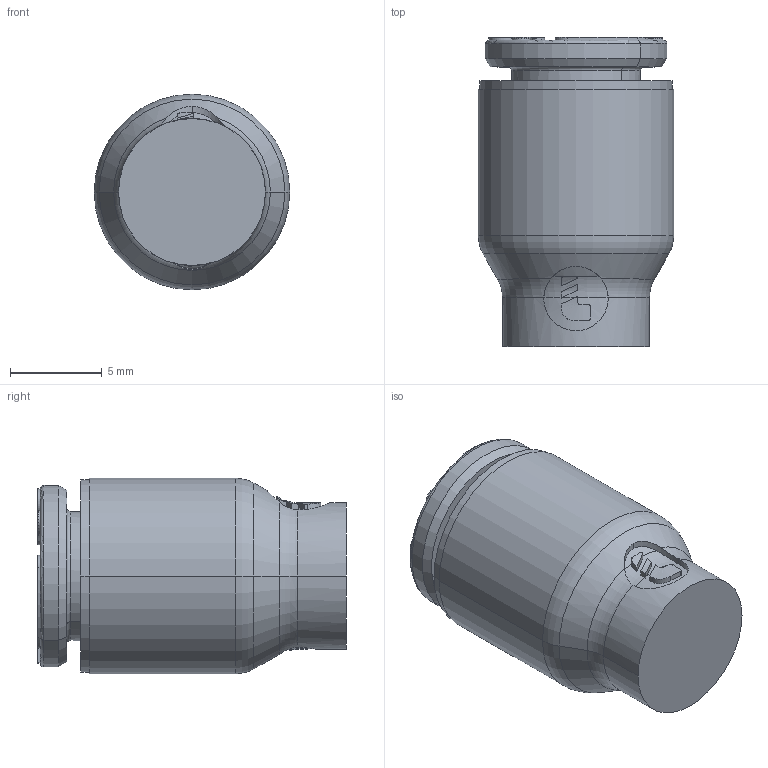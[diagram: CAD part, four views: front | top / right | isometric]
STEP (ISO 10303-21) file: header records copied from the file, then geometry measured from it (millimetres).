
FILE_DESCRIPTION(('STEP AP214'),'1');
FILE_NAME('6851_06_00.stp','2016-07-07T14:45:13',('TraceParts'),('TraceParts S.A.'),'Spatial InterOp 3D',' ',' ');
FILE_SCHEMA(('automotive_design'));
Length unit declared in the file: millimetre
Products named in the file (6): V851-06-00_ASM|Next assembly relationship#44106-64_ASM|Next assembly relationship#44106-26;44106-26; V851-06-00_ASM|Next assembly relationship#44106-64_ASM|Next assembly relationship#44106;44106; V851-06-00_ASM|Next assembly relationship#44106-64_ASM|Next assembly relationship#44106-27;44106-27; V851-06-00_ASM|Next assembly relationship#44106-64_ASM|Next assembly relationship#44126-20;44126-20; V851-06-00_ASM|Next assembly relationship#44516-83;44516-83; V851-06-00_ASM|Next assembly relationship#44106-11-10-ASM;44106-11-10-ASM
Bounding box: 10.65 x 16.82 x 10.65 mm (x, y, z)
Volume: 762.4 mm3; surface area: 1990.3 mm2
Topology: 6 solids, 6 shells, 628 faces, 1648 edges, 1046 vertices
Faces by surface type: plane 312, cylinder 107, cone 78, torus 75, bspline 54, sphere 2
Entity records: 22127 total; most frequent: CARTESIAN_POINT 6861, ORIENTED_EDGE 3292, DIRECTION 2999, EDGE_CURVE 1646, VERTEX_POINT 1046, AXIS2_PLACEMENT_3D 1020, LINE 959, VECTOR 959
